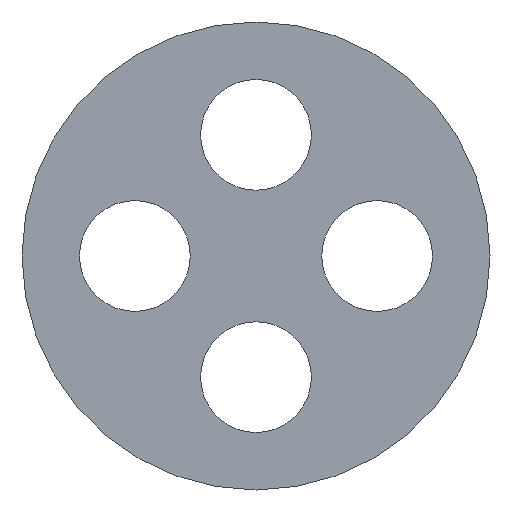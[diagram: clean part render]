
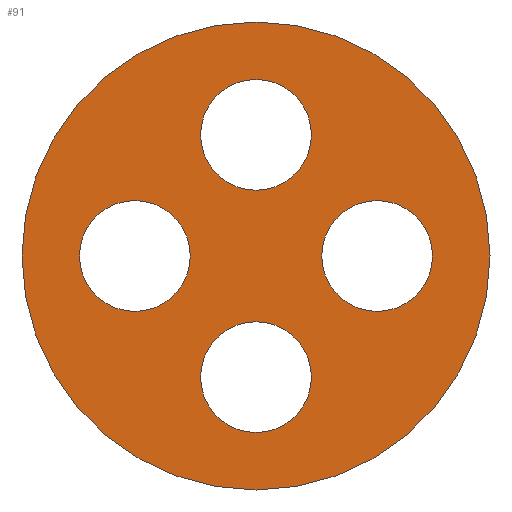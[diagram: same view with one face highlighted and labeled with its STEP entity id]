
A CAD part, left-side view. The second image highlights one B-rep face of the part: STEP entity #91.
In plain terms, the highlighted planar face has unit normal (-1, 0, 0).
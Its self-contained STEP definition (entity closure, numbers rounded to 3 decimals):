
#91 = ADVANCED_FACE( '', ( #198, #199, #200, #201, #202 ), #203, .F. );
#198 = FACE_BOUND( '', #319, .T. );
#199 = FACE_BOUND( '', #320, .T. );
#200 = FACE_BOUND( '', #321, .T. );
#201 = FACE_BOUND( '', #322, .T. );
#202 = FACE_OUTER_BOUND( '', #323, .T. );
#203 = PLANE( '', #324 );
#319 = EDGE_LOOP( '', ( #513 ) );
#320 = EDGE_LOOP( '', ( #514 ) );
#321 = EDGE_LOOP( '', ( #515 ) );
#322 = EDGE_LOOP( '', ( #516 ) );
#323 = EDGE_LOOP( '', ( #517 ) );
#324 = AXIS2_PLACEMENT_3D( '', #518, #519, #520 );
#513 = ORIENTED_EDGE( '', *, *, #709, .T. );
#514 = ORIENTED_EDGE( '', *, *, #742, .T. );
#515 = ORIENTED_EDGE( '', *, *, #743, .T. );
#516 = ORIENTED_EDGE( '', *, *, #744, .T. );
#517 = ORIENTED_EDGE( '', *, *, #734, .F. );
#518 = CARTESIAN_POINT( '', ( 0., 0., 0. ) );
#519 = DIRECTION( '', ( 1., 0., 0. ) );
#520 = DIRECTION( '', ( 0., 0., -1. ) );
#709 = EDGE_CURVE( '', #851, #851, #852, .T. );
#734 = EDGE_CURVE( '', #889, #889, #890, .T. );
#742 = EDGE_CURVE( '', #900, #900, #901, .T. );
#743 = EDGE_CURVE( '', #902, #902, #903, .T. );
#744 = EDGE_CURVE( '', #904, #904, #905, .T. );
#851 = VERTEX_POINT( '', #1045 );
#852 = CIRCLE( '', #1046, 4. );
#889 = VERTEX_POINT( '', #1094 );
#890 = CIRCLE( '', #1095, 16.9 );
#900 = VERTEX_POINT( '', #1107 );
#901 = CIRCLE( '', #1108, 4. );
#902 = VERTEX_POINT( '', #1109 );
#903 = CIRCLE( '', #1110, 4. );
#904 = VERTEX_POINT( '', #1111 );
#905 = CIRCLE( '', #1112, 4. );
#1045 = CARTESIAN_POINT( '', ( 0., 0., 4.75 ) );
#1046 = AXIS2_PLACEMENT_3D( '', #1232, #1233, #1234 );
#1094 = CARTESIAN_POINT( '', ( 0., 0., -16.9 ) );
#1095 = AXIS2_PLACEMENT_3D( '', #1264, #1265, #1266 );
#1107 = CARTESIAN_POINT( '', ( 0., -8.75, -4. ) );
#1108 = AXIS2_PLACEMENT_3D( '', #1275, #1276, #1277 );
#1109 = CARTESIAN_POINT( '', ( 0., 8.75, -4. ) );
#1110 = AXIS2_PLACEMENT_3D( '', #1278, #1279, #1280 );
#1111 = CARTESIAN_POINT( '', ( 0., 0., -12.75 ) );
#1112 = AXIS2_PLACEMENT_3D( '', #1281, #1282, #1283 );
#1232 = CARTESIAN_POINT( '', ( 0., 0., 8.75 ) );
#1233 = DIRECTION( '', ( 1., 0., 0. ) );
#1234 = DIRECTION( '', ( 0., 0., -1. ) );
#1264 = CARTESIAN_POINT( '', ( 0., 0., 0. ) );
#1265 = DIRECTION( '', ( 1., 0., 0. ) );
#1266 = DIRECTION( '', ( 0., 0., -1. ) );
#1275 = CARTESIAN_POINT( '', ( 0., -8.75, 0. ) );
#1276 = DIRECTION( '', ( 1., 0., 0. ) );
#1277 = DIRECTION( '', ( 0., 0., -1. ) );
#1278 = CARTESIAN_POINT( '', ( 0., 8.75, 0. ) );
#1279 = DIRECTION( '', ( 1., 0., 0. ) );
#1280 = DIRECTION( '', ( 0., 0., -1. ) );
#1281 = CARTESIAN_POINT( '', ( 0., 0., -8.75 ) );
#1282 = DIRECTION( '', ( 1., 0., 0. ) );
#1283 = DIRECTION( '', ( 0., 0., -1. ) );
